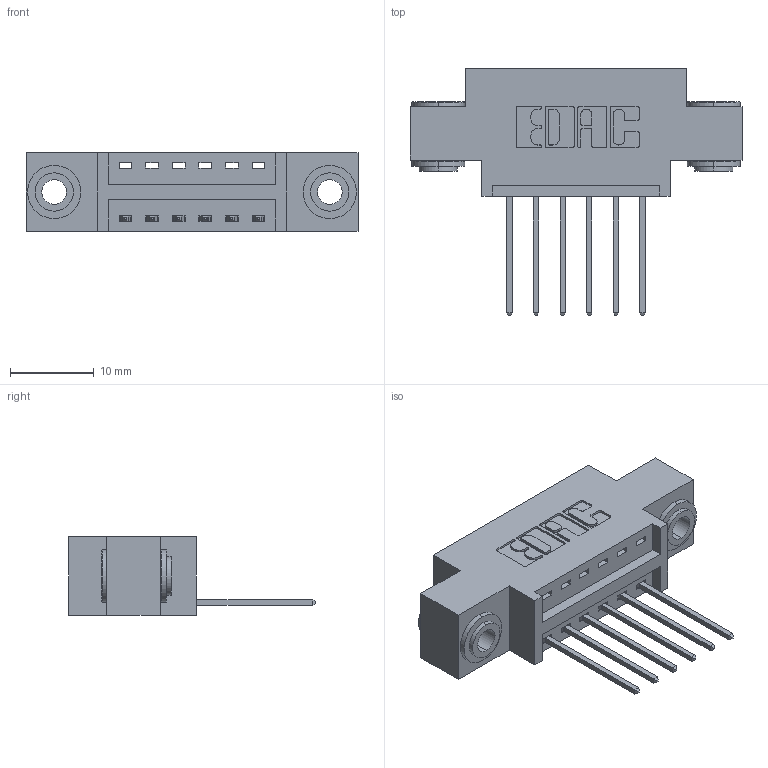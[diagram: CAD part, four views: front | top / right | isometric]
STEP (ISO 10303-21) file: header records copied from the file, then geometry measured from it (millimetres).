
FILE_DESCRIPTION (( 'STEP AP203' ), '1' );
FILE_NAME ('396-006-540-603.STEP', '2022-05-17T06:03:42', ( '' ), ( '' ), 'SwSTEP 2.0', 'SolidWorks 2020', '' );
FILE_SCHEMA (( 'CONFIG_CONTROL_DESIGN' ));
Length unit declared in the file: inch
Products named in the file (4): 345-250-002_345-250-002-102; 345-292-001_345-293-140; 396-006-540-603; 346 Part_0.170 Offset - 0.156 Dia-TH
Assembly tree (9 placements, depth 2):
  396-006-540-603
    346 Part_0.170 Offset - 0.156 Dia-TH
    345-292-001_345-293-140  x6
    345-250-002_345-250-002-102  x2
Bounding box: 39.62 x 29.46 x 9.4 mm (x, y, z)
Volume: 3399.7 mm3; surface area: 4331.8 mm2
Topology: 9 solids, 9 shells, 526 faces, 1509 edges, 994 vertices
Faces by surface type: plane 344, cylinder 174, cone 8
Entity records: 9786 total; most frequent: CARTESIAN_POINT 1671, ORIENTED_EDGE 1602, DIRECTION 1547, EDGE_CURVE 801, VECTOR 621, LINE 621, VERTEX_POINT 530, AXIS2_PLACEMENT_3D 463
